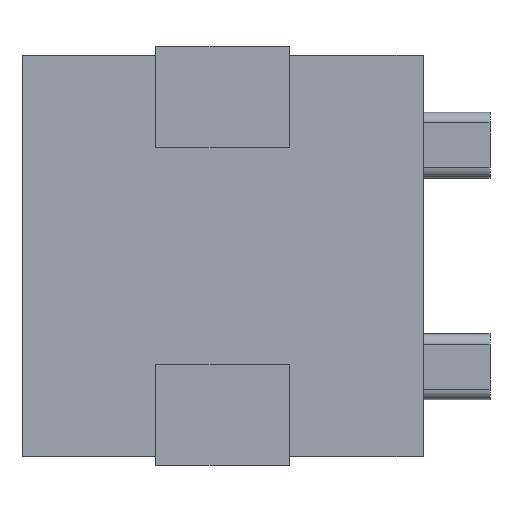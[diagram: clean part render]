
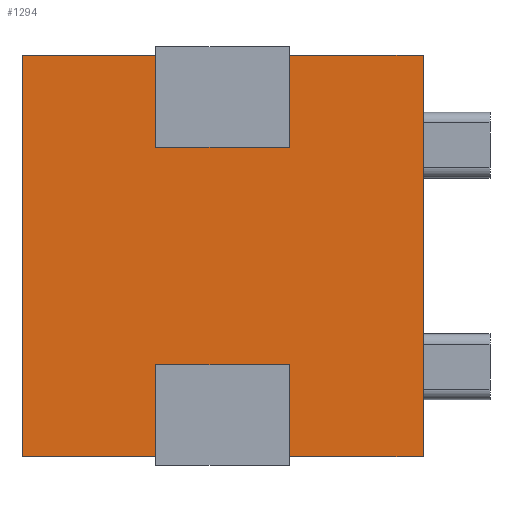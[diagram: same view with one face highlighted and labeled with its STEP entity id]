
A CAD part, front view. The second image highlights one B-rep face of the part: STEP entity #1294.
In plain terms, the highlighted planar face has unit normal (0, -1, 0).
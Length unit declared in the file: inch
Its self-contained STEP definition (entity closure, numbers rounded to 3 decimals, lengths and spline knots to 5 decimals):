
#4 = CARTESIAN_POINT ( 'NONE',  ( -0.07874, 0., 0. ) ) ;
#10 = VERTEX_POINT ( 'NONE', #246 ) ;
#14 = DIRECTION ( 'NONE',  ( 0., 0., 1. ) ) ;
#22 = VERTEX_POINT ( 'NONE', #53 ) ;
#25 = DIRECTION ( 'NONE',  ( 1., 0., 0. ) ) ;
#51 = LINE ( 'NONE', #951, #1091 ) ;
#53 = CARTESIAN_POINT ( 'NONE',  ( 0.23622, 0., 0.23622 ) ) ;
#59 = LINE ( 'NONE', #1441, #1280 ) ;
#66 = VECTOR ( 'NONE', #968, 39.37008 ) ;
#72 = DIRECTION ( 'NONE',  ( 1., 0., 0. ) ) ;
#75 = CARTESIAN_POINT ( 'NONE',  ( 0.07874, 0., -0.23622 ) ) ;
#79 = EDGE_CURVE ( 'NONE', #22, #711, #384, .T. ) ;
#83 = DIRECTION ( 'NONE',  ( 0., 0., 1. ) ) ;
#98 = CARTESIAN_POINT ( 'NONE',  ( 0.07874, 0., 0.23622 ) ) ;
#114 = ORIENTED_EDGE ( 'NONE', *, *, #484, .F. ) ;
#126 = DIRECTION ( 'NONE',  ( 0., 1., 0. ) ) ;
#165 = DIRECTION ( 'NONE',  ( -1., 0., 0. ) ) ;
#181 = VECTOR ( 'NONE', #72, 39.37008 ) ;
#240 = DIRECTION ( 'NONE',  ( -1., 0., 0. ) ) ;
#242 = ORIENTED_EDGE ( 'NONE', *, *, #923, .F. ) ;
#243 = CARTESIAN_POINT ( 'NONE',  ( -0.23622, 0., 0.23622 ) ) ;
#246 = CARTESIAN_POINT ( 'NONE',  ( 0.07874, 0., -0.12811 ) ) ;
#275 = VERTEX_POINT ( 'NONE', #327 ) ;
#327 = CARTESIAN_POINT ( 'NONE',  ( -0.07874, 0., 0.23622 ) ) ;
#336 = LINE ( 'NONE', #4, #1187 ) ;
#350 = VERTEX_POINT ( 'NONE', #75 ) ;
#370 = EDGE_LOOP ( 'NONE', ( #242, #459, #1320, #1219, #1059, #1080, #114, #1336, #988, #687, #619, #1447 ) ) ;
#384 = LINE ( 'NONE', #518, #628 ) ;
#386 = CARTESIAN_POINT ( 'NONE',  ( 0.07874, 0., 0.12811 ) ) ;
#412 = VERTEX_POINT ( 'NONE', #565 ) ;
#417 = AXIS2_PLACEMENT_3D ( 'NONE', #1261, #126, #14 ) ;
#454 = FACE_OUTER_BOUND ( 'NONE', #370, .T. ) ;
#459 = ORIENTED_EDGE ( 'NONE', *, *, #541, .T. ) ;
#468 = CARTESIAN_POINT ( 'NONE',  ( -0.23622, 0., -0.23622 ) ) ;
#484 = EDGE_CURVE ( 'NONE', #853, #22, #598, .T. ) ;
#505 = EDGE_CURVE ( 'NONE', #954, #10, #1435, .T. ) ;
#508 = VERTEX_POINT ( 'NONE', #386 ) ;
#518 = CARTESIAN_POINT ( 'NONE',  ( 0.23622, 0., -0.23622 ) ) ;
#529 = CARTESIAN_POINT ( 'NONE',  ( -0.23622, 0., -0.23622 ) ) ;
#541 = EDGE_CURVE ( 'NONE', #625, #954, #59, .T. ) ;
#565 = CARTESIAN_POINT ( 'NONE',  ( -0.23622, 0., -0.23622 ) ) ;
#567 = EDGE_CURVE ( 'NONE', #508, #1437, #1033, .T. ) ;
#598 = LINE ( 'NONE', #916, #632 ) ;
#619 = ORIENTED_EDGE ( 'NONE', *, *, #1288, .F. ) ;
#625 = VERTEX_POINT ( 'NONE', #1047 ) ;
#628 = VECTOR ( 'NONE', #631, 39.37008 ) ;
#631 = DIRECTION ( 'NONE',  ( 0., 0., -1. ) ) ;
#632 = VECTOR ( 'NONE', #1058, 39.37008 ) ;
#636 = LINE ( 'NONE', #1118, #1406 ) ;
#687 = ORIENTED_EDGE ( 'NONE', *, *, #859, .T. ) ;
#704 = EDGE_CURVE ( 'NONE', #853, #508, #852, .T. ) ;
#706 = VECTOR ( 'NONE', #987, 39.37008 ) ;
#711 = VERTEX_POINT ( 'NONE', #742 ) ;
#716 = CARTESIAN_POINT ( 'NONE',  ( -0.07874, 0., 0.12811 ) ) ;
#742 = CARTESIAN_POINT ( 'NONE',  ( 0.23622, 0., -0.23622 ) ) ;
#796 = LINE ( 'NONE', #529, #706 ) ;
#805 = PLANE ( 'NONE',  #417 ) ;
#837 = CARTESIAN_POINT ( 'NONE',  ( 0., 0., -0.12811 ) ) ;
#852 = LINE ( 'NONE', #1193, #66 ) ;
#853 = VERTEX_POINT ( 'NONE', #98 ) ;
#859 = EDGE_CURVE ( 'NONE', #1437, #275, #336, .T. ) ;
#865 = EDGE_CURVE ( 'NONE', #412, #926, #796, .T. ) ;
#901 = CARTESIAN_POINT ( 'NONE',  ( 0., 0., 0.12811 ) ) ;
#916 = CARTESIAN_POINT ( 'NONE',  ( -0.23622, 0., 0.23622 ) ) ;
#923 = EDGE_CURVE ( 'NONE', #625, #412, #1028, .T. ) ;
#924 = CARTESIAN_POINT ( 'NONE',  ( -0.23622, 0., 0.23622 ) ) ;
#926 = VERTEX_POINT ( 'NONE', #924 ) ;
#951 = CARTESIAN_POINT ( 'NONE',  ( -0.23622, 0., -0.23622 ) ) ;
#954 = VERTEX_POINT ( 'NONE', #1181 ) ;
#968 = DIRECTION ( 'NONE',  ( 0., 0., -1. ) ) ;
#987 = DIRECTION ( 'NONE',  ( 0., 0., 1. ) ) ;
#988 = ORIENTED_EDGE ( 'NONE', *, *, #567, .T. ) ;
#1028 = LINE ( 'NONE', #468, #1188 ) ;
#1033 = LINE ( 'NONE', #901, #1476 ) ;
#1035 = LINE ( 'NONE', #243, #1115 ) ;
#1047 = CARTESIAN_POINT ( 'NONE',  ( -0.07874, 0., -0.23622 ) ) ;
#1058 = DIRECTION ( 'NONE',  ( 1., 0., 0. ) ) ;
#1059 = ORIENTED_EDGE ( 'NONE', *, *, #1090, .F. ) ;
#1080 = ORIENTED_EDGE ( 'NONE', *, *, #79, .F. ) ;
#1090 = EDGE_CURVE ( 'NONE', #711, #350, #51, .T. ) ;
#1091 = VECTOR ( 'NONE', #165, 39.37008 ) ;
#1115 = VECTOR ( 'NONE', #25, 39.37008 ) ;
#1118 = CARTESIAN_POINT ( 'NONE',  ( 0.07874, 0., 0. ) ) ;
#1177 = EDGE_CURVE ( 'NONE', #10, #350, #636, .T. ) ;
#1181 = CARTESIAN_POINT ( 'NONE',  ( -0.07874, 0., -0.12811 ) ) ;
#1187 = VECTOR ( 'NONE', #83, 39.37008 ) ;
#1188 = VECTOR ( 'NONE', #240, 39.37008 ) ;
#1193 = CARTESIAN_POINT ( 'NONE',  ( 0.07874, 0., 0. ) ) ;
#1219 = ORIENTED_EDGE ( 'NONE', *, *, #1177, .T. ) ;
#1261 = CARTESIAN_POINT ( 'NONE',  ( 0., 0., 0. ) ) ;
#1280 = VECTOR ( 'NONE', #1423, 39.37008 ) ;
#1288 = EDGE_CURVE ( 'NONE', #926, #275, #1035, .T. ) ;
#1294 = ADVANCED_FACE ( 'NONE', ( #454 ), #805, .F. ) ;
#1320 = ORIENTED_EDGE ( 'NONE', *, *, #505, .T. ) ;
#1336 = ORIENTED_EDGE ( 'NONE', *, *, #704, .T. ) ;
#1345 = DIRECTION ( 'NONE',  ( -1., 0., 0. ) ) ;
#1355 = DIRECTION ( 'NONE',  ( 0., 0., -1. ) ) ;
#1406 = VECTOR ( 'NONE', #1355, 39.37008 ) ;
#1423 = DIRECTION ( 'NONE',  ( 0., 0., 1. ) ) ;
#1435 = LINE ( 'NONE', #837, #181 ) ;
#1437 = VERTEX_POINT ( 'NONE', #716 ) ;
#1441 = CARTESIAN_POINT ( 'NONE',  ( -0.07874, 0., 0. ) ) ;
#1447 = ORIENTED_EDGE ( 'NONE', *, *, #865, .F. ) ;
#1476 = VECTOR ( 'NONE', #1345, 39.37008 ) ;
